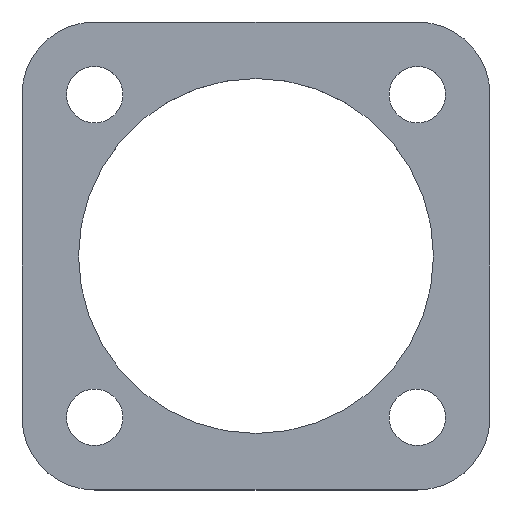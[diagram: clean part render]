
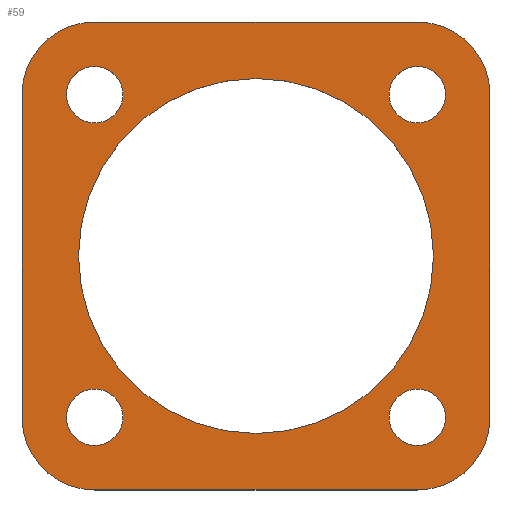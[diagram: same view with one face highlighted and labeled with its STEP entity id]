
A CAD part, top view. The second image highlights one B-rep face of the part: STEP entity #59.
In plain terms, the highlighted planar face has unit normal (0, 0, 1).
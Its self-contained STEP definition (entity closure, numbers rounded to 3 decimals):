
#59=ADVANCED_FACE('',(#112,#113,#114,#115,#116,#117),#74,.T.);
#74=PLANE('',#320);
#80=LINE('',#439,#96);
#81=LINE('',#444,#97);
#82=LINE('',#448,#98);
#83=LINE('',#452,#99);
#96=VECTOR('',#356,1.);
#97=VECTOR('',#359,1.);
#98=VECTOR('',#362,1.);
#99=VECTOR('',#365,1.);
#112=FACE_BOUND('',#134,.T.);
#113=FACE_BOUND('',#135,.T.);
#114=FACE_BOUND('',#136,.T.);
#115=FACE_BOUND('',#137,.T.);
#116=FACE_BOUND('',#138,.T.);
#117=FACE_BOUND('',#139,.T.);
#134=EDGE_LOOP('',(#164));
#135=EDGE_LOOP('',(#165));
#136=EDGE_LOOP('',(#166));
#137=EDGE_LOOP('',(#167));
#138=EDGE_LOOP('',(#168));
#139=EDGE_LOOP('',(#169,#170,#171,#172,#173,#174,#175,#176));
#164=ORIENTED_EDGE('',*,*,#258,.T.);
#165=ORIENTED_EDGE('',*,*,#259,.T.);
#166=ORIENTED_EDGE('',*,*,#260,.T.);
#167=ORIENTED_EDGE('',*,*,#261,.T.);
#168=ORIENTED_EDGE('',*,*,#262,.T.);
#169=ORIENTED_EDGE('',*,*,#263,.F.);
#170=ORIENTED_EDGE('',*,*,#264,.T.);
#171=ORIENTED_EDGE('',*,*,#265,.F.);
#172=ORIENTED_EDGE('',*,*,#266,.T.);
#173=ORIENTED_EDGE('',*,*,#267,.F.);
#174=ORIENTED_EDGE('',*,*,#268,.T.);
#175=ORIENTED_EDGE('',*,*,#269,.F.);
#176=ORIENTED_EDGE('',*,*,#270,.T.);
#232=VERTEX_POINT('',#430);
#233=VERTEX_POINT('',#432);
#234=VERTEX_POINT('',#434);
#235=VERTEX_POINT('',#436);
#236=VERTEX_POINT('',#438);
#237=VERTEX_POINT('',#440);
#238=VERTEX_POINT('',#441);
#239=VERTEX_POINT('',#443);
#240=VERTEX_POINT('',#445);
#241=VERTEX_POINT('',#447);
#242=VERTEX_POINT('',#449);
#243=VERTEX_POINT('',#451);
#244=VERTEX_POINT('',#453);
#258=EDGE_CURVE('',#232,#232,#292,.T.);
#259=EDGE_CURVE('',#233,#233,#293,.T.);
#260=EDGE_CURVE('',#234,#234,#294,.T.);
#261=EDGE_CURVE('',#235,#235,#295,.T.);
#262=EDGE_CURVE('',#236,#236,#296,.T.);
#263=EDGE_CURVE('',#237,#238,#80,.T.);
#264=EDGE_CURVE('',#237,#239,#297,.T.);
#265=EDGE_CURVE('',#240,#239,#81,.T.);
#266=EDGE_CURVE('',#240,#241,#298,.T.);
#267=EDGE_CURVE('',#242,#241,#82,.T.);
#268=EDGE_CURVE('',#242,#243,#299,.T.);
#269=EDGE_CURVE('',#244,#243,#83,.T.);
#270=EDGE_CURVE('',#244,#238,#300,.T.);
#292=CIRCLE('',#311,1.75);
#293=CIRCLE('',#312,1.75);
#294=CIRCLE('',#313,1.75);
#295=CIRCLE('',#314,1.75);
#296=CIRCLE('',#315,11.);
#297=CIRCLE('',#316,4.5);
#298=CIRCLE('',#317,4.5);
#299=CIRCLE('',#318,4.5);
#300=CIRCLE('',#319,4.5);
#311=AXIS2_PLACEMENT_3D('',#429,#346,#347);
#312=AXIS2_PLACEMENT_3D('',#431,#348,#349);
#313=AXIS2_PLACEMENT_3D('',#433,#350,#351);
#314=AXIS2_PLACEMENT_3D('',#435,#352,#353);
#315=AXIS2_PLACEMENT_3D('',#437,#354,#355);
#316=AXIS2_PLACEMENT_3D('',#442,#357,#358);
#317=AXIS2_PLACEMENT_3D('',#446,#360,#361);
#318=AXIS2_PLACEMENT_3D('',#450,#363,#364);
#319=AXIS2_PLACEMENT_3D('',#454,#366,#367);
#320=AXIS2_PLACEMENT_3D('',#455,#368,#369);
#346=DIRECTION('',(0.,0.,-1.));
#347=DIRECTION('',(0.,-1.,0.));
#348=DIRECTION('',(0.,0.,-1.));
#349=DIRECTION('',(1.,0.,0.));
#350=DIRECTION('',(0.,0.,-1.));
#351=DIRECTION('',(0.,1.,0.));
#352=DIRECTION('',(0.,0.,-1.));
#353=DIRECTION('',(-1.,0.,0.));
#354=DIRECTION('',(0.,0.,-1.));
#355=DIRECTION('',(-1.,0.,0.));
#356=DIRECTION('',(-1.,0.,0.));
#357=DIRECTION('',(0.,0.,1.));
#358=DIRECTION('',(1.,0.,0.));
#359=DIRECTION('',(0.,-1.,0.));
#360=DIRECTION('',(0.,0.,1.));
#361=DIRECTION('',(1.,0.,0.));
#362=DIRECTION('',(1.,0.,0.));
#363=DIRECTION('',(0.,0.,1.));
#364=DIRECTION('',(1.,0.,0.));
#365=DIRECTION('',(0.,1.,0.));
#366=DIRECTION('',(0.,0.,1.));
#367=DIRECTION('',(1.,0.,0.));
#368=DIRECTION('',(0.,0.,1.));
#369=DIRECTION('',(-1.,0.,0.));
#429=CARTESIAN_POINT('',(4.5,4.5,1.5));
#430=CARTESIAN_POINT('',(4.5,2.75,1.5));
#431=CARTESIAN_POINT('',(24.5,4.5,1.5));
#432=CARTESIAN_POINT('',(26.25,4.5,1.5));
#433=CARTESIAN_POINT('',(24.5,24.5,1.5));
#434=CARTESIAN_POINT('',(24.5,26.25,1.5));
#435=CARTESIAN_POINT('',(4.5,24.5,1.5));
#436=CARTESIAN_POINT('',(2.75,24.5,1.5));
#437=CARTESIAN_POINT('',(14.5,14.5,1.5));
#438=CARTESIAN_POINT('',(3.5,14.5,1.5));
#439=CARTESIAN_POINT('',(14.5,0.,1.5));
#440=CARTESIAN_POINT('',(24.5,0.,1.5));
#441=CARTESIAN_POINT('',(4.5,0.,1.5));
#442=CARTESIAN_POINT('',(24.5,4.5,1.5));
#443=CARTESIAN_POINT('',(29.,4.5,1.5));
#444=CARTESIAN_POINT('',(29.,14.5,1.5));
#445=CARTESIAN_POINT('',(29.,24.5,1.5));
#446=CARTESIAN_POINT('',(24.5,24.5,1.5));
#447=CARTESIAN_POINT('',(24.5,29.,1.5));
#448=CARTESIAN_POINT('',(14.5,29.,1.5));
#449=CARTESIAN_POINT('',(4.5,29.,1.5));
#450=CARTESIAN_POINT('',(4.5,24.5,1.5));
#451=CARTESIAN_POINT('',(0.,24.5,1.5));
#452=CARTESIAN_POINT('',(0.,14.5,1.5));
#453=CARTESIAN_POINT('',(0.,4.5,1.5));
#454=CARTESIAN_POINT('',(4.5,4.5,1.5));
#455=CARTESIAN_POINT('',(14.5,14.5,1.5));
